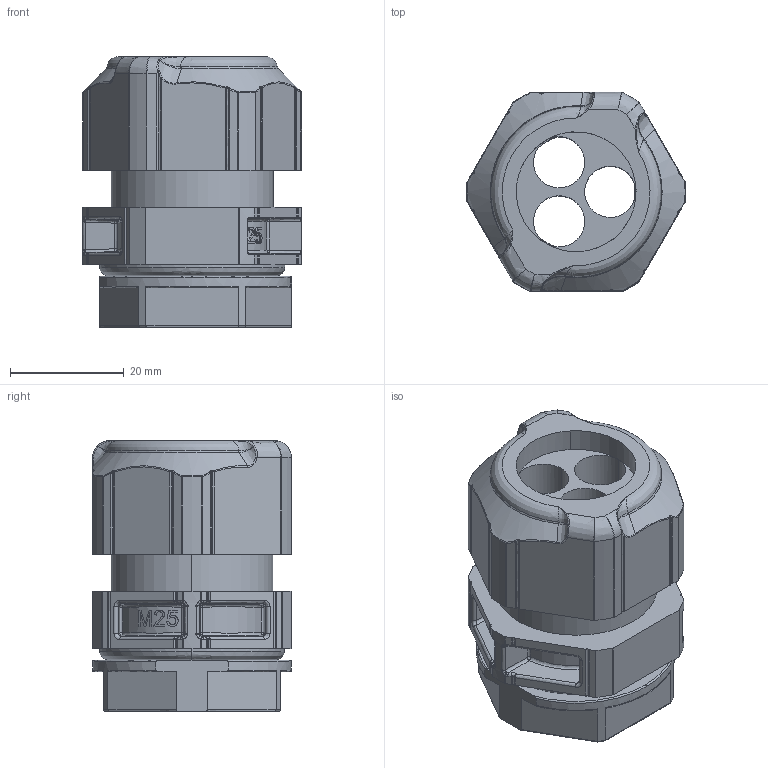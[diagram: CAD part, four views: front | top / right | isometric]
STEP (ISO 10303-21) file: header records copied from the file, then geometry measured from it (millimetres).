
FILE_DESCRIPTION(/* description */ (''),/* implementation_level */ '2;1');
FILE_NAME(/* name */ '2024928',/* time_stamp */ '2015-09-29T09:53:10+02:00',/* author */ (''),/* organization */ (''),/* preprocessor_version */ 'ST-DEVELOPER v15',/* originating_system */ '',/* authorisation */ '');
FILE_SCHEMA (('AUTOMOTIVE_DESIGN'));
Length unit declared in the file: millimetre
Products named in the file (2): Document; Block 02
Assembly tree (1 placements, depth 2):
  Document
    Block 02
Bounding box: 38.55 x 35 x 47.64 mm (x, y, z)
Volume: 12334.5 mm3; surface area: 21779.2 mm2
Topology: 3 solids, 21 shells, 692 faces, 2020 edges, 1188 vertices
Faces by surface type: bspline 546, plane 146
Entity records: 37955 total; most frequent: CARTESIAN_POINT 27172, ORIENTED_EDGE 3651, EDGE_CURVE 1926, B_SPLINE_CURVE_WITH_KNOTS 1251, VERTEX_POINT 1179, EDGE_LOOP 718, ADVANCED_FACE 689, FACE_OUTER_BOUND 689
